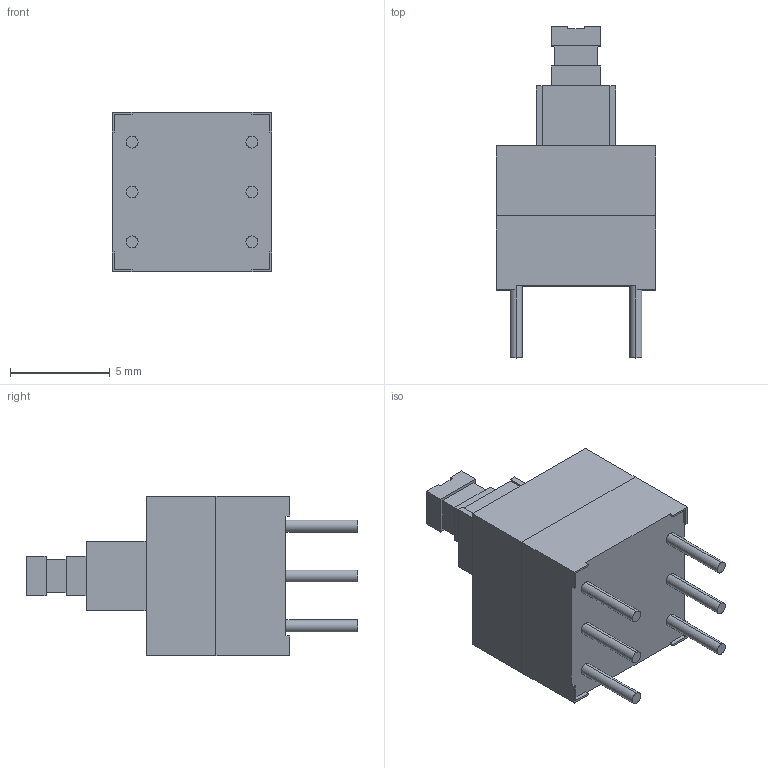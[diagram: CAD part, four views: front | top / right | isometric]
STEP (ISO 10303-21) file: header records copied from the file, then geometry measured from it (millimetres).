
FILE_DESCRIPTION (( 'STEP AP214' ), '1' );
FILE_NAME ('Button with fixation.step', '2018-01-16T20:30:29', ( '砐錪賧瘔蠈錪 Windows' ), ( '' ), 'SwSTEP 2.0', 'SolidWorks 2017', '' );
FILE_SCHEMA (( 'AUTOMOTIVE_DESIGN' ));
Length unit declared in the file: millimetre
Products named in the file (1): Button with fixation
Bounding box: 8 x 16.6 x 8 mm (x, y, z)
Volume: 507.7 mm3; surface area: 628.8 mm2
Topology: 9 solids, 9 shells, 89 faces, 204 edges, 136 vertices
Faces by surface type: plane 77, cylinder 12
Entity records: 2853 total; most frequent: CARTESIAN_POINT 433, ORIENTED_EDGE 408, DIRECTION 407, EDGE_CURVE 204, LINE 179, VECTOR 179, VERTEX_POINT 136, AXIS2_PLACEMENT_3D 114
